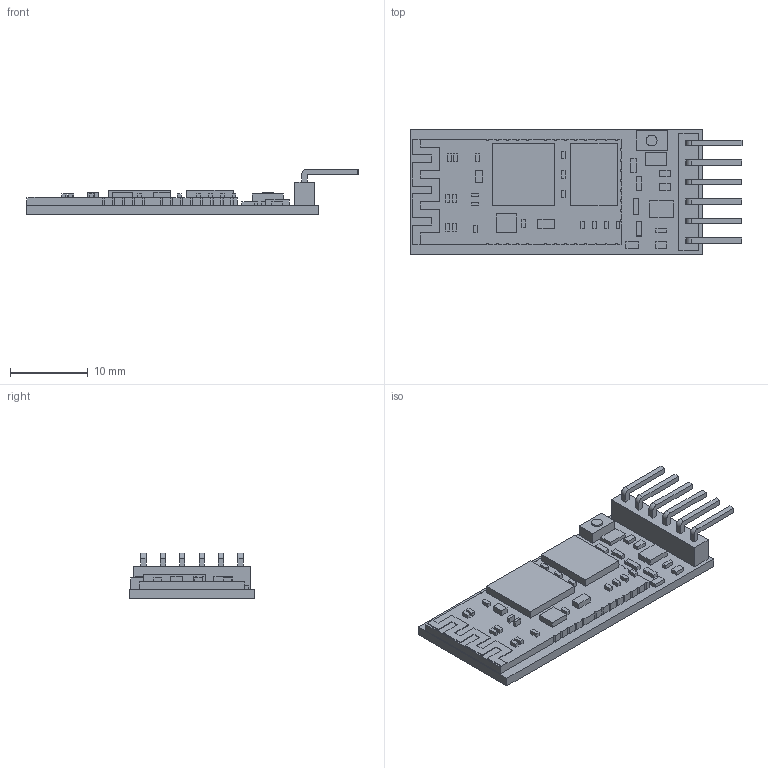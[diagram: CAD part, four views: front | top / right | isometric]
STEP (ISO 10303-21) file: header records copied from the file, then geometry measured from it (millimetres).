
FILE_DESCRIPTION (( 'STEP AP203' ), '1' );
FILE_NAME ('hc05_Varsayilan_sldprt.STEP', '2024-05-06T01:26:12', ( '' ), ( '' ), 'SwSTEP 2.0', 'SolidWorks 2021', '' );
FILE_SCHEMA (( 'CONFIG_CONTROL_DESIGN' ));
Length unit declared in the file: millimetre
Products named in the file (1): hc05_Varsayilan_sldprt
Bounding box: 42.6 x 16.1 x 5.9 mm (x, y, z)
Volume: 1379.5 mm3; surface area: 1832.7 mm2
Topology: 7 solids, 7 shells, 344 faces, 876 edges, 584 vertices
Faces by surface type: plane 302, cylinder 42
Entity records: 10309 total; most frequent: CARTESIAN_POINT 1805, ORIENTED_EDGE 1752, DIRECTION 1650, EDGE_CURVE 876, VECTOR 792, LINE 792, VERTEX_POINT 584, AXIS2_PLACEMENT_3D 429
